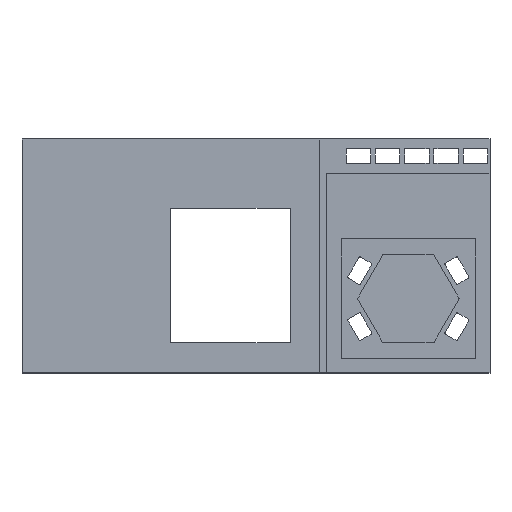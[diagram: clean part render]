
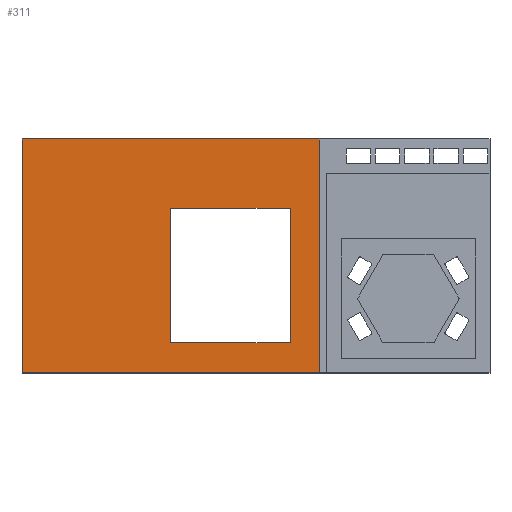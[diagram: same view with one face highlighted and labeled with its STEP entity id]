
A CAD part, top view. The second image highlights one B-rep face of the part: STEP entity #311.
In plain terms, the highlighted planar face has unit normal (0, 0, 1).
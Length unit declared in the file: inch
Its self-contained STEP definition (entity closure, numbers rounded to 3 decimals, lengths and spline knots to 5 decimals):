
#214=FACE_BOUND('',#599,.T.);
#215=FACE_BOUND('',#600,.T.);
#311=ADVANCED_FACE('',(#214,#215),#388,.T.);
#388=PLANE('',#2187);
#599=EDGE_LOOP('',(#1115,#1116,#1117,#1118));
#600=EDGE_LOOP('',(#1119,#1120,#1121,#1122));
#1115=ORIENTED_EDGE('',*,*,#1585,.F.);
#1116=ORIENTED_EDGE('',*,*,#1586,.F.);
#1117=ORIENTED_EDGE('',*,*,#1587,.F.);
#1118=ORIENTED_EDGE('',*,*,#1588,.F.);
#1119=ORIENTED_EDGE('',*,*,#1584,.T.);
#1120=ORIENTED_EDGE('',*,*,#1575,.T.);
#1121=ORIENTED_EDGE('',*,*,#1579,.T.);
#1122=ORIENTED_EDGE('',*,*,#1582,.T.);
#1313=VERTEX_POINT('',#3223);
#1314=VERTEX_POINT('',#3225);
#1316=VERTEX_POINT('',#3231);
#1318=VERTEX_POINT('',#3237);
#1319=VERTEX_POINT('',#3244);
#1320=VERTEX_POINT('',#3245);
#1321=VERTEX_POINT('',#3247);
#1322=VERTEX_POINT('',#3249);
#1575=EDGE_CURVE('',#1314,#1313,#1801,.T.);
#1579=EDGE_CURVE('',#1313,#1316,#1805,.T.);
#1582=EDGE_CURVE('',#1316,#1318,#1808,.T.);
#1584=EDGE_CURVE('',#1318,#1314,#1810,.T.);
#1585=EDGE_CURVE('',#1319,#1320,#1811,.T.);
#1586=EDGE_CURVE('',#1321,#1319,#1812,.T.);
#1587=EDGE_CURVE('',#1322,#1321,#1813,.T.);
#1588=EDGE_CURVE('',#1320,#1322,#1814,.T.);
#1801=LINE('',#3224,#2027);
#1805=LINE('',#3232,#2031);
#1808=LINE('',#3238,#2034);
#1810=LINE('',#3241,#2036);
#1811=LINE('',#3243,#2037);
#1812=LINE('',#3246,#2038);
#1813=LINE('',#3248,#2039);
#1814=LINE('',#3250,#2040);
#2027=VECTOR('',#2667,1.);
#2031=VECTOR('',#2673,1.);
#2034=VECTOR('',#2678,1.);
#2036=VECTOR('',#2682,1.);
#2037=VECTOR('',#2685,1.);
#2038=VECTOR('',#2686,1.);
#2039=VECTOR('',#2687,1.);
#2040=VECTOR('',#2688,1.);
#2187=AXIS2_PLACEMENT_3D('',#3251,#2689,#2690);
#2667=DIRECTION('',(1.,0.,0.));
#2673=DIRECTION('',(0.,1.,0.));
#2678=DIRECTION('',(-1.,0.,0.));
#2682=DIRECTION('',(0.,-1.,0.));
#2685=DIRECTION('',(0.,-1.,0.));
#2686=DIRECTION('',(-1.,0.,0.));
#2687=DIRECTION('',(0.,1.,0.));
#2688=DIRECTION('',(1.,0.,0.));
#2689=DIRECTION('',(0.,0.,1.));
#2690=DIRECTION('',(1.,0.,0.));
#3223=CARTESIAN_POINT('',(30.5,-20.25,0.25));
#3224=CARTESIAN_POINT('',(-30.5,-20.25,0.25));
#3225=CARTESIAN_POINT('',(-30.5,-20.25,0.25));
#3231=CARTESIAN_POINT('',(30.5,27.75,0.25));
#3232=CARTESIAN_POINT('',(30.5,-20.25,0.25));
#3237=CARTESIAN_POINT('',(-30.5,27.75,0.25));
#3238=CARTESIAN_POINT('',(30.5,27.75,0.25));
#3241=CARTESIAN_POINT('',(-30.5,20.25,0.25));
#3243=CARTESIAN_POINT('',(0.,13.5,0.25));
#3244=CARTESIAN_POINT('',(0.,13.5,0.25));
#3245=CARTESIAN_POINT('',(0.,-14.,0.25));
#3246=CARTESIAN_POINT('',(24.5,13.5,0.25));
#3247=CARTESIAN_POINT('',(24.5,13.5,0.25));
#3248=CARTESIAN_POINT('',(24.5,-14.,0.25));
#3249=CARTESIAN_POINT('',(24.5,-14.,0.25));
#3250=CARTESIAN_POINT('',(0.,-14.,0.25));
#3251=CARTESIAN_POINT('',(0.,0.,0.25));
